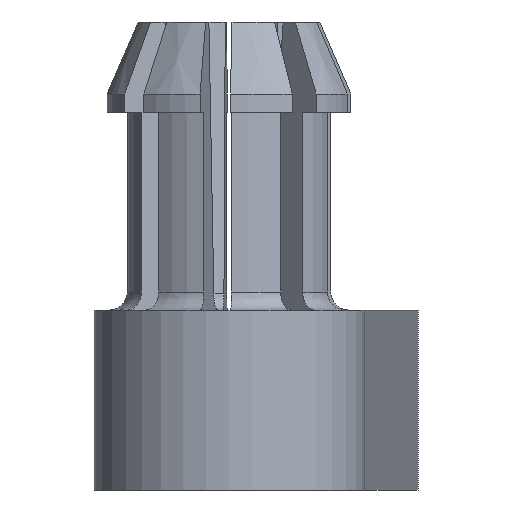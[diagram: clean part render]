
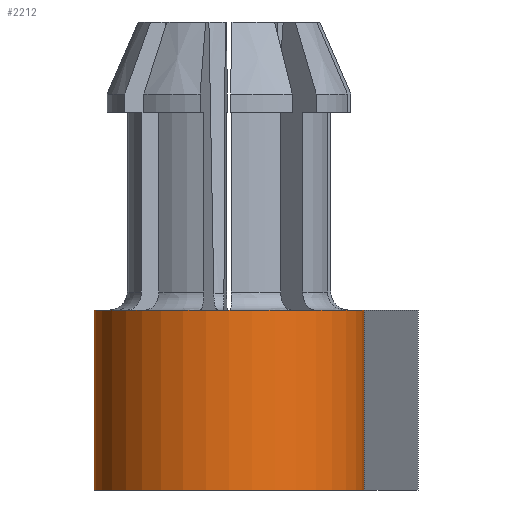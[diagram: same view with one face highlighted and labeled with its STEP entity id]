
A CAD part, front view. The second image highlights one B-rep face of the part: STEP entity #2212.
In plain terms, the highlighted cylindrical face has radius 7.5 mm (diameter 15 mm), a partial arc.
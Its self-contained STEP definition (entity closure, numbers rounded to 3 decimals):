
#43 = AXIS2_PLACEMENT_3D ( 'NONE', #2220, #2929, #325 ) ;
#113 = DIRECTION ( 'NONE',  ( 1., 0., 0. ) ) ;
#177 = VECTOR ( 'NONE', #2068, 1000. ) ;
#257 = DIRECTION ( 'NONE',  ( -1., 0., 0. ) ) ;
#325 = DIRECTION ( 'NONE',  ( 1., 0., 0. ) ) ;
#354 = CARTESIAN_POINT ( 'NONE',  ( 15., 7.5, 10. ) ) ;
#437 = CYLINDRICAL_SURFACE ( 'NONE', #2731, 7.5 ) ;
#584 = ORIENTED_EDGE ( 'NONE', *, *, #2536, .T. ) ;
#623 = AXIS2_PLACEMENT_3D ( 'NONE', #1050, #1776, #113 ) ;
#689 = VERTEX_POINT ( 'NONE', #920 ) ;
#764 = EDGE_CURVE ( 'NONE', #2376, #2618, #2652, .T. ) ;
#808 = DIRECTION ( 'NONE',  ( 0., 0., -1. ) ) ;
#814 = VECTOR ( 'NONE', #808, 1000. ) ;
#920 = CARTESIAN_POINT ( 'NONE',  ( 0., 7.5, 0. ) ) ;
#1050 = CARTESIAN_POINT ( 'NONE',  ( 7.5, 7.5, 10. ) ) ;
#1128 = CARTESIAN_POINT ( 'NONE',  ( 0., 7.5, 10. ) ) ;
#1137 = DIRECTION ( 'NONE',  ( 0., 0., -1. ) ) ;
#1163 = CARTESIAN_POINT ( 'NONE',  ( 15., 7.5, 10. ) ) ;
#1197 = ORIENTED_EDGE ( 'NONE', *, *, #764, .F. ) ;
#1209 = LINE ( 'NONE', #1128, #177 ) ;
#1213 = EDGE_LOOP ( 'NONE', ( #584, #1197, #2213, #1439 ) ) ;
#1215 = VERTEX_POINT ( 'NONE', #1967 ) ;
#1320 = CIRCLE ( 'NONE', #623, 7.5 ) ;
#1439 = ORIENTED_EDGE ( 'NONE', *, *, #2064, .T. ) ;
#1715 = CIRCLE ( 'NONE', #43, 7.5 ) ;
#1776 = DIRECTION ( 'NONE',  ( 0., 0., 1. ) ) ;
#1967 = CARTESIAN_POINT ( 'NONE',  ( 0., 7.5, 10. ) ) ;
#2064 = EDGE_CURVE ( 'NONE', #1215, #689, #1209, .T. ) ;
#2068 = DIRECTION ( 'NONE',  ( 0., 0., -1. ) ) ;
#2080 = FACE_OUTER_BOUND ( 'NONE', #1213, .T. ) ;
#2128 = CARTESIAN_POINT ( 'NONE',  ( 7.5, 7.5, 10. ) ) ;
#2212 = ADVANCED_FACE ( 'NONE', ( #2080 ), #437, .T. ) ;
#2213 = ORIENTED_EDGE ( 'NONE', *, *, #2985, .F. ) ;
#2220 = CARTESIAN_POINT ( 'NONE',  ( 7.5, 7.5, 0. ) ) ;
#2298 = CARTESIAN_POINT ( 'NONE',  ( 15., 7.5, 0. ) ) ;
#2376 = VERTEX_POINT ( 'NONE', #1163 ) ;
#2536 = EDGE_CURVE ( 'NONE', #689, #2618, #1715, .T. ) ;
#2618 = VERTEX_POINT ( 'NONE', #2298 ) ;
#2652 = LINE ( 'NONE', #354, #814 ) ;
#2731 = AXIS2_PLACEMENT_3D ( 'NONE', #2128, #1137, #257 ) ;
#2929 = DIRECTION ( 'NONE',  ( 0., 0., 1. ) ) ;
#2985 = EDGE_CURVE ( 'NONE', #1215, #2376, #1320, .T. ) ;
